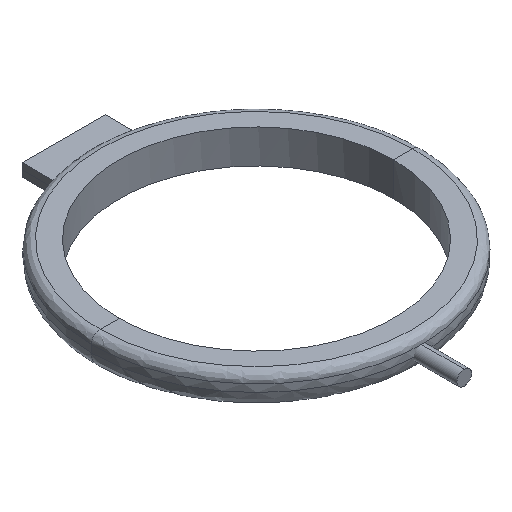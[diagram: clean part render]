
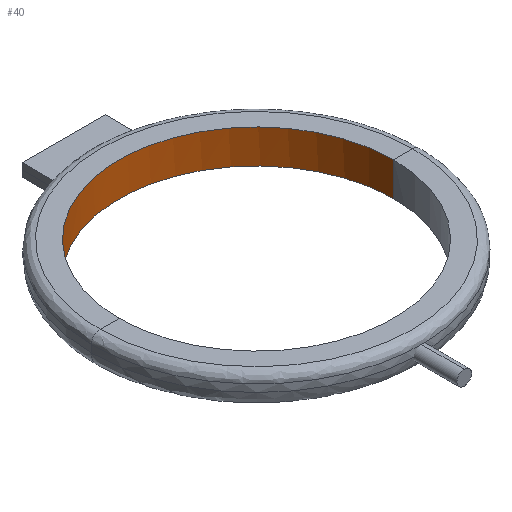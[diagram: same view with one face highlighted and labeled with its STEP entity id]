
A CAD part, isometric view. The second image highlights one B-rep face of the part: STEP entity #40.
In plain terms, the highlighted free-form (B-spline) face has degree [1, 2] with [2, 5] control points.
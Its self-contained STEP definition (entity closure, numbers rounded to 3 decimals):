
#40=ADVANCED_FACE('',(#62),#615,.T.);
#62=FACE_OUTER_BOUND('',#84,.T.);
#84=EDGE_LOOP('',(#109,#110,#111,#112));
#109=ORIENTED_EDGE('',*,*,#524,.T.);
#110=ORIENTED_EDGE('',*,*,#525,.T.);
#111=ORIENTED_EDGE('',*,*,#526,.T.);
#112=ORIENTED_EDGE('',*,*,#527,.T.);
#193=PCURVE('',#615,#277);
#194=PCURVE('',#615,#278);
#195=PCURVE('',#615,#279);
#196=PCURVE('',#615,#280);
#216=PCURVE('',#620,#300);
#217=PCURVE('',#621,#301);
#219=PCURVE('',#621,#303);
#225=PCURVE('',#623,#309);
#277=DEFINITIONAL_REPRESENTATION('',(#361),#1390);
#278=DEFINITIONAL_REPRESENTATION('',(#363),#1390);
#279=DEFINITIONAL_REPRESENTATION('',(#364),#1390);
#280=DEFINITIONAL_REPRESENTATION('',(#366),#1390);
#300=DEFINITIONAL_REPRESENTATION('',(#388),#1390);
#301=DEFINITIONAL_REPRESENTATION('',(#389),#1390);
#303=DEFINITIONAL_REPRESENTATION('',(#391),#1390);
#309=DEFINITIONAL_REPRESENTATION('',(#397),#1390);
#361=B_SPLINE_CURVE_WITH_KNOTS('',1,(#975,#976),.UNSPECIFIED.,.F.,.F.,(2,
2),(-24.504,0.),.UNSPECIFIED.);
#362=B_SPLINE_CURVE_WITH_KNOTS('',1,(#977,#978),.UNSPECIFIED.,.F.,.F.,(2,
2),(0.,1.919),.UNSPECIFIED.);
#363=B_SPLINE_CURVE_WITH_KNOTS('',1,(#979,#980),.UNSPECIFIED.,.F.,.F.,(2,
2),(0.,1.919),.UNSPECIFIED.);
#364=B_SPLINE_CURVE_WITH_KNOTS('',1,(#986,#987),.UNSPECIFIED.,.F.,.F.,(2,
2),(0.,24.504),.UNSPECIFIED.);
#365=B_SPLINE_CURVE_WITH_KNOTS('',1,(#988,#989),.UNSPECIFIED.,.F.,.F.,(2,
2),(-1.919,0.),.UNSPECIFIED.);
#366=B_SPLINE_CURVE_WITH_KNOTS('',1,(#990,#991),.UNSPECIFIED.,.F.,.F.,(2,
2),(-1.919,0.),.UNSPECIFIED.);
#388=B_SPLINE_CURVE_WITH_KNOTS('',1,(#1088,#1089),.UNSPECIFIED.,.F.,.F.,
(2,2),(-24.504,0.),.UNSPECIFIED.);
#389=B_SPLINE_CURVE_WITH_KNOTS('',1,(#1090,#1091),.UNSPECIFIED.,.F.,.F.,
(2,2),(-1.919,0.),.UNSPECIFIED.);
#391=B_SPLINE_CURVE_WITH_KNOTS('',1,(#1094,#1095),.UNSPECIFIED.,.F.,.F.,
(2,2),(0.,1.919),.UNSPECIFIED.);
#397=B_SPLINE_CURVE_WITH_KNOTS('',1,(#1106,#1107),.UNSPECIFIED.,.F.,.F.,
(2,2),(0.,24.504),.UNSPECIFIED.);
#470=SURFACE_CURVE('',#635,(#193,#216),.PCURVE_S1.);
#471=SURFACE_CURVE('',#362,(#194,#219),.PCURVE_S1.);
#472=SURFACE_CURVE('',#636,(#195,#225),.PCURVE_S1.);
#473=SURFACE_CURVE('',#365,(#196,#217),.PCURVE_S1.);
#524=EDGE_CURVE('',#580,#574,#470,.T.);
#525=EDGE_CURVE('',#574,#575,#471,.T.);
#526=EDGE_CURVE('',#575,#582,#472,.T.);
#527=EDGE_CURVE('',#582,#580,#473,.T.);
#574=VERTEX_POINT('',#934);
#575=VERTEX_POINT('',#935);
#580=VERTEX_POINT('',#940);
#582=VERTEX_POINT('',#942);
#615=(
BOUNDED_SURFACE()
B_SPLINE_SURFACE(1,2,((#780,#781,#782,#783,#784),(#785,#786,#787,#788,#789)),
 .UNSPECIFIED.,.F.,.F.,.F.)
B_SPLINE_SURFACE_WITH_KNOTS((2,2),(3,2,3),(0.,1.919),(0.,12.252,
24.504),.UNSPECIFIED.)
GEOMETRIC_REPRESENTATION_ITEM()
RATIONAL_B_SPLINE_SURFACE(((1.,0.707,1.,0.707,1.),
(1.,0.707,1.,0.707,1.)))
REPRESENTATION_ITEM('')
SURFACE()
);
#620=(
BOUNDED_SURFACE()
B_SPLINE_SURFACE(2,1,((#852,#853),(#854,#855),(#856,#857),(#858,#859),(#860,
#861)),.UNSPECIFIED.,.F.,.F.,.F.)
B_SPLINE_SURFACE_WITH_KNOTS((3,2,3),(2,2),(0.,12.252,24.504),
(0.,2.236),.UNSPECIFIED.)
GEOMETRIC_REPRESENTATION_ITEM()
RATIONAL_B_SPLINE_SURFACE(((1.,1.),(0.707,0.707),
(1.,1.),(0.707,0.707),(1.,1.)))
REPRESENTATION_ITEM('')
SURFACE()
);
#621=(
BOUNDED_SURFACE()
B_SPLINE_SURFACE(1,2,((#862,#863,#864,#865,#866),(#867,#868,#869,#870,#871)),
 .UNSPECIFIED.,.F.,.F.,.F.)
B_SPLINE_SURFACE_WITH_KNOTS((2,2),(3,2,3),(0.,1.919),(24.504,
36.757,49.009),.UNSPECIFIED.)
GEOMETRIC_REPRESENTATION_ITEM()
RATIONAL_B_SPLINE_SURFACE(((1.,0.707,1.,0.707,1.),
(1.,0.707,1.,0.707,1.)))
REPRESENTATION_ITEM('')
SURFACE()
);
#623=(
BOUNDED_SURFACE()
B_SPLINE_SURFACE(1,2,((#893,#894,#895,#896,#897),(#898,#899,#900,#901,#902)),
 .UNSPECIFIED.,.F.,.F.,.F.)
B_SPLINE_SURFACE_WITH_KNOTS((2,2),(3,2,3),(0.,2.236),(0.,12.252,
24.504),.UNSPECIFIED.)
GEOMETRIC_REPRESENTATION_ITEM()
RATIONAL_B_SPLINE_SURFACE(((1.,0.707,1.,0.707,1.),
(1.,0.707,1.,0.707,1.)))
REPRESENTATION_ITEM('')
SURFACE()
);
#635=(
BOUNDED_CURVE()
B_SPLINE_CURVE(2,(#970,#971,#972,#973,#974),.UNSPECIFIED.,.F.,.F.)
B_SPLINE_CURVE_WITH_KNOTS((3,2,3),(-24.504,-12.252,
0.),.UNSPECIFIED.)
CURVE()
GEOMETRIC_REPRESENTATION_ITEM()
RATIONAL_B_SPLINE_CURVE((1.,0.707,1.,0.707,1.))
REPRESENTATION_ITEM('')
);
#636=(
BOUNDED_CURVE()
B_SPLINE_CURVE(2,(#981,#982,#983,#984,#985),.UNSPECIFIED.,.F.,.F.)
B_SPLINE_CURVE_WITH_KNOTS((3,2,3),(0.,12.252,24.504),
 .UNSPECIFIED.)
CURVE()
GEOMETRIC_REPRESENTATION_ITEM()
RATIONAL_B_SPLINE_CURVE((1.,0.707,1.,0.707,1.))
REPRESENTATION_ITEM('')
);
#780=CARTESIAN_POINT('',(7.8,0.,0.));
#781=CARTESIAN_POINT('',(7.8,7.8,0.));
#782=CARTESIAN_POINT('',(0.,7.8,0.));
#783=CARTESIAN_POINT('',(-7.8,7.8,0.));
#784=CARTESIAN_POINT('',(-7.8,0.,0.));
#785=CARTESIAN_POINT('',(7.8,0.,1.919));
#786=CARTESIAN_POINT('',(7.8,7.8,1.919));
#787=CARTESIAN_POINT('',(0.,7.8,1.919));
#788=CARTESIAN_POINT('',(-7.8,7.8,1.919));
#789=CARTESIAN_POINT('',(-7.8,0.,1.919));
#852=CARTESIAN_POINT('',(7.8,0.,0.));
#853=CARTESIAN_POINT('',(9.381,0.,0.));
#854=CARTESIAN_POINT('',(7.8,7.8,0.));
#855=CARTESIAN_POINT('',(9.381,9.381,0.));
#856=CARTESIAN_POINT('',(0.,7.8,0.));
#857=CARTESIAN_POINT('',(0.,9.381,0.));
#858=CARTESIAN_POINT('',(-7.8,7.8,0.));
#859=CARTESIAN_POINT('',(-9.381,9.381,0.));
#860=CARTESIAN_POINT('',(-7.8,0.,0.));
#861=CARTESIAN_POINT('',(-9.381,0.,0.));
#862=CARTESIAN_POINT('',(-7.8,0.,0.));
#863=CARTESIAN_POINT('',(-7.8,-7.8,0.));
#864=CARTESIAN_POINT('',(0.,-7.8,0.));
#865=CARTESIAN_POINT('',(7.8,-7.8,0.));
#866=CARTESIAN_POINT('',(7.8,0.,0.));
#867=CARTESIAN_POINT('',(-7.8,0.,1.919));
#868=CARTESIAN_POINT('',(-7.8,-7.8,1.919));
#869=CARTESIAN_POINT('',(0.,-7.8,1.919));
#870=CARTESIAN_POINT('',(7.8,-7.8,1.919));
#871=CARTESIAN_POINT('',(7.8,0.,1.919));
#893=CARTESIAN_POINT('',(7.8,0.,1.919));
#894=CARTESIAN_POINT('',(7.8,7.8,1.919));
#895=CARTESIAN_POINT('',(0.,7.8,1.919));
#896=CARTESIAN_POINT('',(-7.8,7.8,1.919));
#897=CARTESIAN_POINT('',(-7.8,0.,1.919));
#898=CARTESIAN_POINT('',(9.381,0.,1.919));
#899=CARTESIAN_POINT('',(9.381,9.381,1.919));
#900=CARTESIAN_POINT('',(0.,9.381,1.919));
#901=CARTESIAN_POINT('',(-9.381,9.381,1.919));
#902=CARTESIAN_POINT('',(-9.381,0.,1.919));
#934=CARTESIAN_POINT('',(7.8,0.,0.));
#935=CARTESIAN_POINT('',(7.8,0.,1.919));
#940=CARTESIAN_POINT('',(-7.8,0.,0.));
#942=CARTESIAN_POINT('',(-7.8,0.,1.919));
#970=CARTESIAN_POINT('',(-7.8,0.,0.));
#971=CARTESIAN_POINT('',(-7.8,7.8,0.));
#972=CARTESIAN_POINT('',(0.,7.8,0.));
#973=CARTESIAN_POINT('',(7.8,7.8,0.));
#974=CARTESIAN_POINT('',(7.8,0.,0.));
#975=CARTESIAN_POINT('',(0.,24.504));
#976=CARTESIAN_POINT('',(0.,0.));
#977=CARTESIAN_POINT('',(7.8,0.,0.));
#978=CARTESIAN_POINT('',(7.8,0.,1.919));
#979=CARTESIAN_POINT('',(0.,0.));
#980=CARTESIAN_POINT('',(1.919,0.));
#981=CARTESIAN_POINT('',(7.8,0.,1.919));
#982=CARTESIAN_POINT('',(7.8,7.8,1.919));
#983=CARTESIAN_POINT('',(0.,7.8,1.919));
#984=CARTESIAN_POINT('',(-7.8,7.8,1.919));
#985=CARTESIAN_POINT('',(-7.8,0.,1.919));
#986=CARTESIAN_POINT('',(1.919,0.));
#987=CARTESIAN_POINT('',(1.919,24.504));
#988=CARTESIAN_POINT('',(-7.8,0.,1.919));
#989=CARTESIAN_POINT('',(-7.8,0.,0.));
#990=CARTESIAN_POINT('',(1.919,24.504));
#991=CARTESIAN_POINT('',(0.,24.504));
#1088=CARTESIAN_POINT('',(24.504,0.));
#1089=CARTESIAN_POINT('',(0.,0.));
#1090=CARTESIAN_POINT('',(1.919,24.504));
#1091=CARTESIAN_POINT('',(0.,24.504));
#1094=CARTESIAN_POINT('',(0.,49.009));
#1095=CARTESIAN_POINT('',(1.919,49.009));
#1106=CARTESIAN_POINT('',(0.,0.));
#1107=CARTESIAN_POINT('',(0.,24.504));
#1390=(
GEOMETRIC_REPRESENTATION_CONTEXT(2)
PARAMETRIC_REPRESENTATION_CONTEXT()
REPRESENTATION_CONTEXT('pspace','')
);
